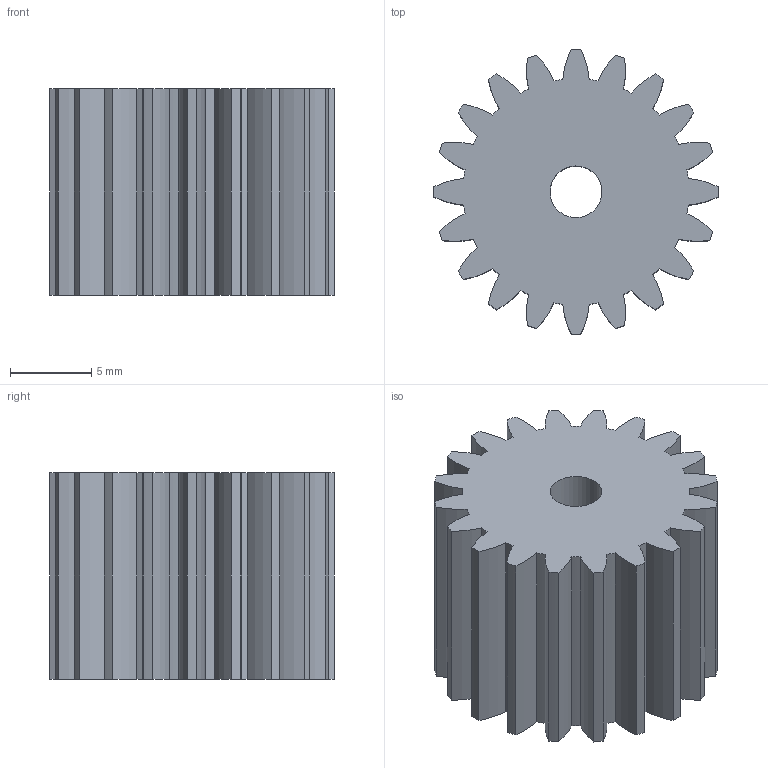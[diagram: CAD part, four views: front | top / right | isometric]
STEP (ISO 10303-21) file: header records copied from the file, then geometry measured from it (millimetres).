
FILE_DESCRIPTION((''),'2;1');
FILE_NAME('fppinion.stp','2001-12-29T17:04:10',('Administrator'),(''),'Autodesk Inventor (tm) 3.0','Autodesk Inventor (tm) 3.0','');
FILE_SCHEMA(('CONFIG_CONTROL_DESIGN'));
Length unit declared in the file: inch
Products named in the file (1): fppinion
Bounding box: 17.46 x 17.46 x 12.7 mm (x, y, z)
Volume: 2388.7 mm3; surface area: 1766.3 mm2
Topology: 1 solids, 1 shells, 84 faces, 246 edges, 164 vertices
Faces by surface type: cylinder 80, bspline 2, plane 2
Entity records: 3021 total; most frequent: DIRECTION 576, CARTESIAN_POINT 529, ORIENTED_EDGE 492, AXIS2_PLACEMENT_3D 247, EDGE_CURVE 246, VERTEX_POINT 164, CIRCLE 164, EDGE_LOOP 86
